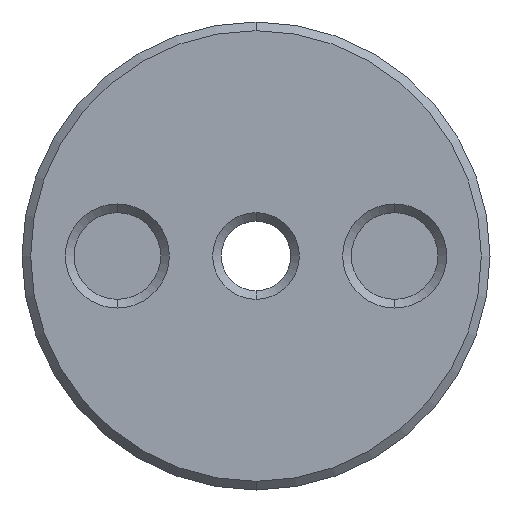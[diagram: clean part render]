
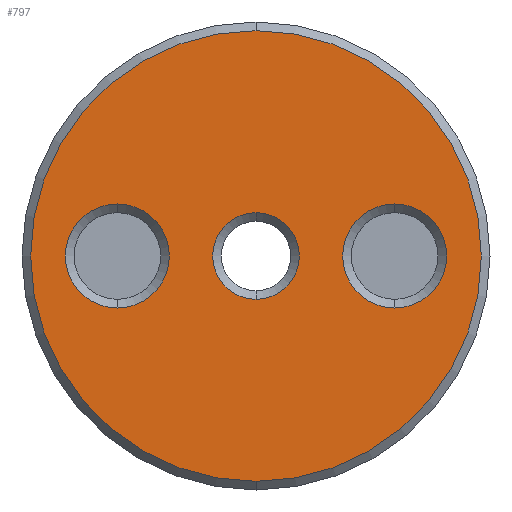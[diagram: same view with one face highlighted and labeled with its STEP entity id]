
A CAD part, front view. The second image highlights one B-rep face of the part: STEP entity #797.
In plain terms, the highlighted planar face has unit normal (0, -1, 0).
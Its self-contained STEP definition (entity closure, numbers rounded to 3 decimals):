
#32 = EDGE_CURVE ( 'NONE', #919, #1079, #136, .T. ) ;
#45 = DIRECTION ( 'NONE',  ( 0., 0., 1. ) ) ;
#65 = DIRECTION ( 'NONE',  ( 0., 1., 0. ) ) ;
#84 = DIRECTION ( 'NONE',  ( 0., 0., 1. ) ) ;
#93 = FACE_BOUND ( 'NONE', #1158, .T. ) ;
#101 = AXIS2_PLACEMENT_3D ( 'NONE', #188, #410, #520 ) ;
#136 = CIRCLE ( 'NONE', #926, 13. ) ;
#164 = EDGE_LOOP ( 'NONE', ( #573, #1028 ) ) ;
#188 = CARTESIAN_POINT ( 'NONE',  ( 0., 0., 0. ) ) ;
#193 = VERTEX_POINT ( 'NONE', #722 ) ;
#197 = CARTESIAN_POINT ( 'NONE',  ( 0., 0., 2.5 ) ) ;
#202 = CARTESIAN_POINT ( 'NONE',  ( -8., 0., 0. ) ) ;
#211 = FACE_BOUND ( 'NONE', #647, .T. ) ;
#261 = DIRECTION ( 'NONE',  ( 0., 0., 1. ) ) ;
#271 = FACE_BOUND ( 'NONE', #164, .T. ) ;
#292 = DIRECTION ( 'NONE',  ( 0., 1., 0. ) ) ;
#337 = ORIENTED_EDGE ( 'NONE', *, *, #499, .T. ) ;
#347 = CARTESIAN_POINT ( 'NONE',  ( 8., 0., 0. ) ) ;
#363 = DIRECTION ( 'NONE',  ( 0., 1., 0. ) ) ;
#376 = DIRECTION ( 'NONE',  ( 0., -1., 0. ) ) ;
#390 = CARTESIAN_POINT ( 'NONE',  ( 0., 0., 0. ) ) ;
#391 = ORIENTED_EDGE ( 'NONE', *, *, #32, .T. ) ;
#401 = AXIS2_PLACEMENT_3D ( 'NONE', #390, #816, #921 ) ;
#410 = DIRECTION ( 'NONE',  ( 0., 1., 0. ) ) ;
#427 = VERTEX_POINT ( 'NONE', #461 ) ;
#447 = AXIS2_PLACEMENT_3D ( 'NONE', #790, #65, #45 ) ;
#451 = CIRCLE ( 'NONE', #447, 2.5 ) ;
#461 = CARTESIAN_POINT ( 'NONE',  ( -8., 0., 3. ) ) ;
#469 = CIRCLE ( 'NONE', #401, 13. ) ;
#481 = DIRECTION ( 'NONE',  ( 0., 1., 0. ) ) ;
#499 = EDGE_CURVE ( 'NONE', #427, #1037, #1111, .T. ) ;
#520 = DIRECTION ( 'NONE',  ( 0., 0., 1. ) ) ;
#572 = CIRCLE ( 'NONE', #1090, 3. ) ;
#573 = ORIENTED_EDGE ( 'NONE', *, *, #661, .T. ) ;
#582 = AXIS2_PLACEMENT_3D ( 'NONE', #905, #363, #261 ) ;
#639 = DIRECTION ( 'NONE',  ( 0., 1., 0. ) ) ;
#640 = VERTEX_POINT ( 'NONE', #197 ) ;
#647 = EDGE_LOOP ( 'NONE', ( #898, #1307 ) ) ;
#661 = EDGE_CURVE ( 'NONE', #959, #193, #572, .T. ) ;
#683 = CARTESIAN_POINT ( 'NONE',  ( 0., 0., 13. ) ) ;
#715 = EDGE_LOOP ( 'NONE', ( #933, #391 ) ) ;
#722 = CARTESIAN_POINT ( 'NONE',  ( 8., 0., 3. ) ) ;
#724 = PLANE ( 'NONE',  #101 ) ;
#739 = CARTESIAN_POINT ( 'NONE',  ( 0., 0., 0. ) ) ;
#787 = EDGE_CURVE ( 'NONE', #1037, #427, #1069, .T. ) ;
#790 = CARTESIAN_POINT ( 'NONE',  ( 0., 0., 0. ) ) ;
#797 = ADVANCED_FACE ( 'NONE', ( #1245, #93, #271, #211 ), #724, .F. ) ;
#816 = DIRECTION ( 'NONE',  ( 0., -1., 0. ) ) ;
#850 = EDGE_CURVE ( 'NONE', #640, #948, #858, .T. ) ;
#858 = CIRCLE ( 'NONE', #1023, 2.5 ) ;
#862 = CARTESIAN_POINT ( 'NONE',  ( 8., 0., -3. ) ) ;
#863 = ORIENTED_EDGE ( 'NONE', *, *, #787, .T. ) ;
#869 = CIRCLE ( 'NONE', #582, 3. ) ;
#898 = ORIENTED_EDGE ( 'NONE', *, *, #1074, .T. ) ;
#901 = DIRECTION ( 'NONE',  ( 0., 0., 1. ) ) ;
#905 = CARTESIAN_POINT ( 'NONE',  ( 8., 0., 0. ) ) ;
#919 = VERTEX_POINT ( 'NONE', #969 ) ;
#921 = DIRECTION ( 'NONE',  ( 0., 0., 1. ) ) ;
#925 = CARTESIAN_POINT ( 'NONE',  ( -8., 0., 0. ) ) ;
#926 = AXIS2_PLACEMENT_3D ( 'NONE', #1106, #376, #1209 ) ;
#933 = ORIENTED_EDGE ( 'NONE', *, *, #1279, .T. ) ;
#948 = VERTEX_POINT ( 'NONE', #1078 ) ;
#959 = VERTEX_POINT ( 'NONE', #862 ) ;
#969 = CARTESIAN_POINT ( 'NONE',  ( 0., 0., -13. ) ) ;
#1017 = DIRECTION ( 'NONE',  ( 0., 1., 0. ) ) ;
#1023 = AXIS2_PLACEMENT_3D ( 'NONE', #739, #639, #1156 ) ;
#1028 = ORIENTED_EDGE ( 'NONE', *, *, #1067, .T. ) ;
#1037 = VERTEX_POINT ( 'NONE', #1224 ) ;
#1067 = EDGE_CURVE ( 'NONE', #193, #959, #869, .T. ) ;
#1069 = CIRCLE ( 'NONE', #1137, 3. ) ;
#1074 = EDGE_CURVE ( 'NONE', #948, #640, #451, .T. ) ;
#1078 = CARTESIAN_POINT ( 'NONE',  ( 0., 0., -2.5 ) ) ;
#1079 = VERTEX_POINT ( 'NONE', #683 ) ;
#1090 = AXIS2_PLACEMENT_3D ( 'NONE', #347, #481, #901 ) ;
#1106 = CARTESIAN_POINT ( 'NONE',  ( 0., 0., 0. ) ) ;
#1111 = CIRCLE ( 'NONE', #1136, 3. ) ;
#1136 = AXIS2_PLACEMENT_3D ( 'NONE', #925, #1017, #1236 ) ;
#1137 = AXIS2_PLACEMENT_3D ( 'NONE', #202, #292, #84 ) ;
#1156 = DIRECTION ( 'NONE',  ( 0., 0., 1. ) ) ;
#1158 = EDGE_LOOP ( 'NONE', ( #863, #337 ) ) ;
#1209 = DIRECTION ( 'NONE',  ( 0., 0., 1. ) ) ;
#1224 = CARTESIAN_POINT ( 'NONE',  ( -8., 0., -3. ) ) ;
#1236 = DIRECTION ( 'NONE',  ( 0., 0., 1. ) ) ;
#1245 = FACE_OUTER_BOUND ( 'NONE', #715, .T. ) ;
#1279 = EDGE_CURVE ( 'NONE', #1079, #919, #469, .T. ) ;
#1307 = ORIENTED_EDGE ( 'NONE', *, *, #850, .T. ) ;
